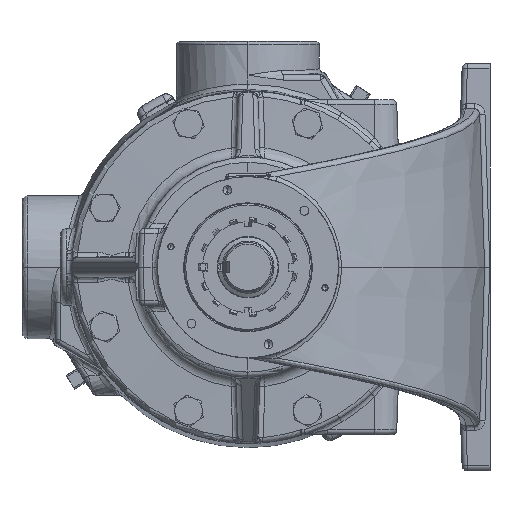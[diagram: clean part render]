
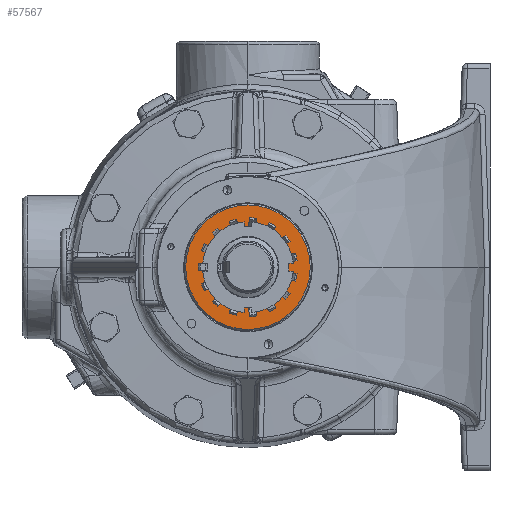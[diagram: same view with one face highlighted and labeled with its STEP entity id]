
A CAD part, left-side view. The second image highlights one B-rep face of the part: STEP entity #57567.
In plain terms, the highlighted planar face has unit normal (-1, 0, 0).
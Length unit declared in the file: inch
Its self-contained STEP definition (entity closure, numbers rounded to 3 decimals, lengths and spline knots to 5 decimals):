
#3172 = CARTESIAN_POINT ( 'NONE',  ( -10.78222, 0., -0.855 ) ) ;
#4870 = EDGE_CURVE ( 'NONE', #105495, #95183, #113420, .T. ) ;
#7322 = DIRECTION ( 'NONE',  ( 0., 0., -1. ) ) ;
#12208 = AXIS2_PLACEMENT_3D ( 'NONE', #95411, #42998, #104187 ) ;
#13193 = AXIS2_PLACEMENT_3D ( 'NONE', #112172, #59721, #7322 ) ;
#22680 = CARTESIAN_POINT ( 'NONE',  ( -10.78222, 0., 0. ) ) ;
#22727 = DIRECTION ( 'NONE',  ( -1., 0., 0. ) ) ;
#23981 = CARTESIAN_POINT ( 'NONE',  ( -10.78222, 0., -1.415 ) ) ;
#27047 = ORIENTED_EDGE ( 'NONE', *, *, #50493, .F. ) ;
#30714 = EDGE_LOOP ( 'NONE', ( #27047, #82951 ) ) ;
#31451 = DIRECTION ( 'NONE',  ( 0., 0., 1. ) ) ;
#32434 = CARTESIAN_POINT ( 'NONE',  ( -10.78222, 0., 0. ) ) ;
#32643 = CIRCLE ( 'NONE', #109715, 1.415 ) ;
#41176 = DIRECTION ( 'NONE',  ( 0., 0., 1. ) ) ;
#42998 = DIRECTION ( 'NONE',  ( -1., 0., 0. ) ) ;
#48445 = FACE_OUTER_BOUND ( 'NONE', #66827, .T. ) ;
#50493 = EDGE_CURVE ( 'NONE', #68286, #113473, #71339, .T. ) ;
#53756 = CARTESIAN_POINT ( 'NONE',  ( -10.78222, 0., 0.855 ) ) ;
#57567 = ADVANCED_FACE ( 'NONE', ( #68865, #48445 ), #103056, .F. ) ;
#59721 = DIRECTION ( 'NONE',  ( 1., 0., 0. ) ) ;
#66827 = EDGE_LOOP ( 'NONE', ( #78249, #68414 ) ) ;
#68286 = VERTEX_POINT ( 'NONE', #53756 ) ;
#68414 = ORIENTED_EDGE ( 'NONE', *, *, #4870, .T. ) ;
#68865 = FACE_BOUND ( 'NONE', #30714, .T. ) ;
#71339 = CIRCLE ( 'NONE', #74710, 0.855 ) ;
#73974 = CARTESIAN_POINT ( 'NONE',  ( -10.78222, 0., 1.415 ) ) ;
#74710 = AXIS2_PLACEMENT_3D ( 'NONE', #74949, #22727, #83829 ) ;
#74949 = CARTESIAN_POINT ( 'NONE',  ( -10.78222, 0., 0. ) ) ;
#78249 = ORIENTED_EDGE ( 'NONE', *, *, #79814, .T. ) ;
#79814 = EDGE_CURVE ( 'NONE', #95183, #105495, #32643, .T. ) ;
#82951 = ORIENTED_EDGE ( 'NONE', *, *, #84014, .F. ) ;
#83782 = DIRECTION ( 'NONE',  ( -1., 0., 0. ) ) ;
#83829 = DIRECTION ( 'NONE',  ( 0., 0., 1. ) ) ;
#84014 = EDGE_CURVE ( 'NONE', #113473, #68286, #101670, .T. ) ;
#93598 = DIRECTION ( 'NONE',  ( -1., 0., 0. ) ) ;
#95183 = VERTEX_POINT ( 'NONE', #23981 ) ;
#95411 = CARTESIAN_POINT ( 'NONE',  ( -10.78222, 0., 0. ) ) ;
#101670 = CIRCLE ( 'NONE', #109402, 0.855 ) ;
#103056 = PLANE ( 'NONE',  #13193 ) ;
#104187 = DIRECTION ( 'NONE',  ( 0., 0., 1. ) ) ;
#105495 = VERTEX_POINT ( 'NONE', #73974 ) ;
#109402 = AXIS2_PLACEMENT_3D ( 'NONE', #22680, #83782, #31451 ) ;
#109715 = AXIS2_PLACEMENT_3D ( 'NONE', #32434, #93598, #41176 ) ;
#112172 = CARTESIAN_POINT ( 'NONE',  ( -10.78222, 0.855, 0. ) ) ;
#113420 = CIRCLE ( 'NONE', #12208, 1.415 ) ;
#113473 = VERTEX_POINT ( 'NONE', #3172 ) ;
